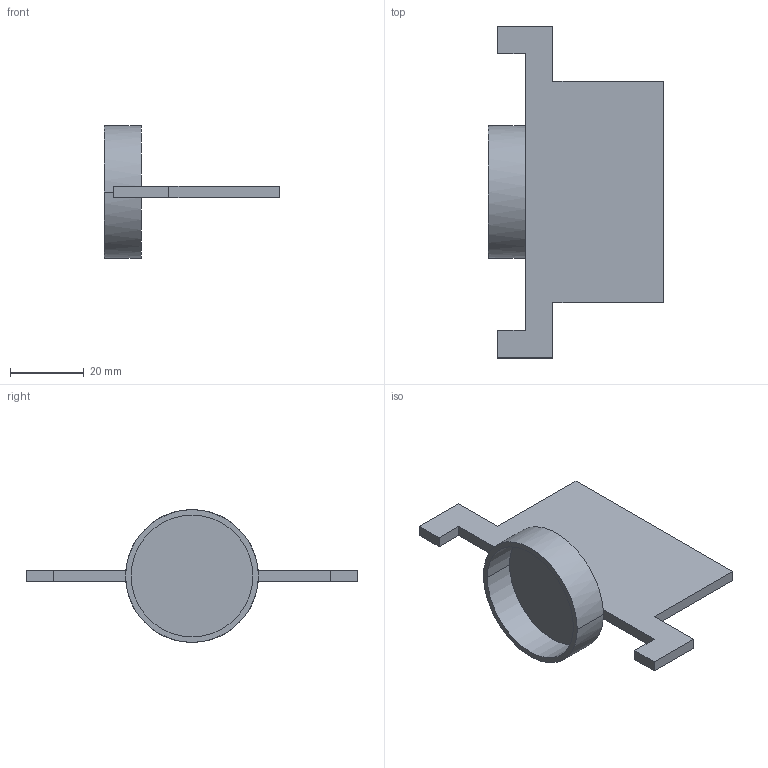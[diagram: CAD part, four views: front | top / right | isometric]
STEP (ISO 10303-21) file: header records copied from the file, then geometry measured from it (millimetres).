
FILE_DESCRIPTION((''),'2;1');
FILE_NAME('TAIL_MIDDLE_PART','2008-09-05T',('mmeadows'),(''),'PRO/ENGINEER BY PARAMETRIC TECHNOLOGY CORPORATION, 2008340','PRO/ENGINEER BY PARAMETRIC TECHNOLOGY CORPORATION, 2008340','');
FILE_SCHEMA(('AUTOMOTIVE_DESIGN { 1 0 10303 214 1 1 1 1 }'));
Length unit declared in the file: centimetre
Products named in the file (1): TAIL_MIDDLE_PART
Bounding box: 47.5 x 90 x 36 mm (x, y, z)
Volume: 10671.2 mm3; surface area: 9862.2 mm2
Topology: 1 solids, 1 shells, 23 faces, 57 edges, 38 vertices
Faces by surface type: plane 19, cylinder 4
Entity records: 923 total; most frequent: DIRECTION 123, CARTESIAN_POINT 121, ORIENTED_EDGE 112, PRESENTATION_STYLE_ASSIGNMENT 59, STYLED_ITEM 59, CURVE_STYLE 58, EDGE_CURVE 56, VECTOR 45
